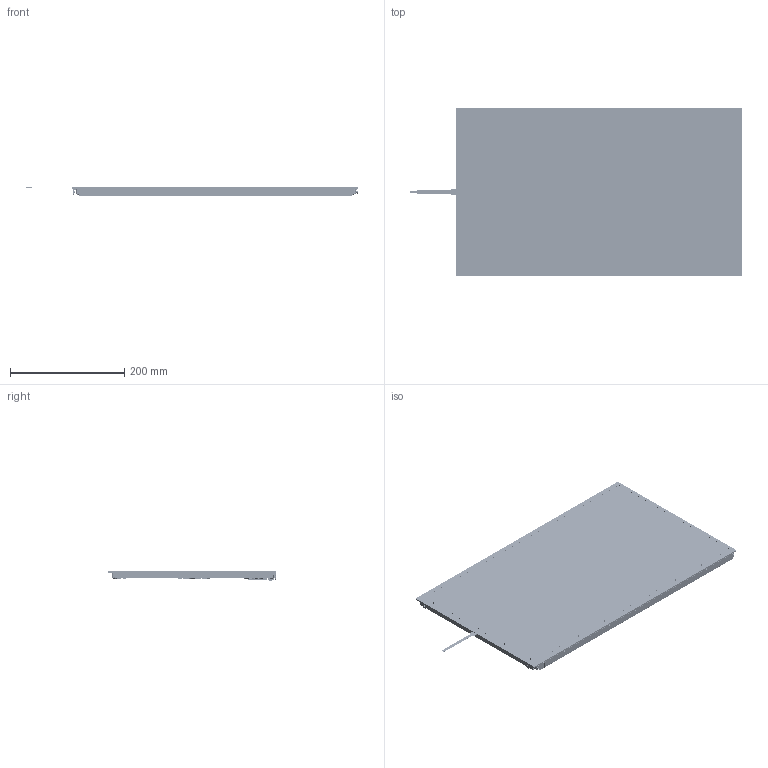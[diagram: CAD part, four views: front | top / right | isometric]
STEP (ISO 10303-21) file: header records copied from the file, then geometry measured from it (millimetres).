
FILE_DESCRIPTION(/* description */ (''),/* implementation_level */ '2;1');
FILE_NAME(/* name */ '',/* time_stamp */ '2025-12-25T13:09:05+09:00',/* author */ (''),/* organization */ (''),/* preprocessor_version */ 'ST-DEVELOPER v20',/* originating_system */ 'Autodesk Inventor 2024',/* authorisation */ '');
FILE_SCHEMA (('AUTOMOTIVE_DESIGN { 1 0 10303 214 3 1 1 }'));
Products named in the file (1): HP－TK-SRA215FH-101
Bounding box: 580.52 x 293.2 x 15.78 mm (x, y, z)
Volume: 643000 mm3; surface area: 800589.7 mm2
Topology: 1 solids, 1 shells, 11735 faces, 32303 edges, 20565 vertices
Faces by surface type: plane 7349, cylinder 3472, bspline 278, cone 244, sphere 204, torus 188
Full cylindrical faces by diameter (mm): 0.87 x61, 0.9 x4, 1.1 x2, 2 x4, 2.3 x2, 2.5 x6, 3 x18, 3.6 x6, 4 x8, 4.5 x4, 4.6 x7, 6 x2, 6.2 x3, 6.5 x4, 7 x4, 7.5 x6, 8 x2, 9.6 x2
Entity records: 400042 total; most frequent: CARTESIAN_POINT 96977, ORIENTED_EDGE 64582, DIRECTION 62292, EDGE_CURVE 32291, LINE 23410, VECTOR 23410, VERTEX_POINT 20565, AXIS2_PLACEMENT_3D 19441
